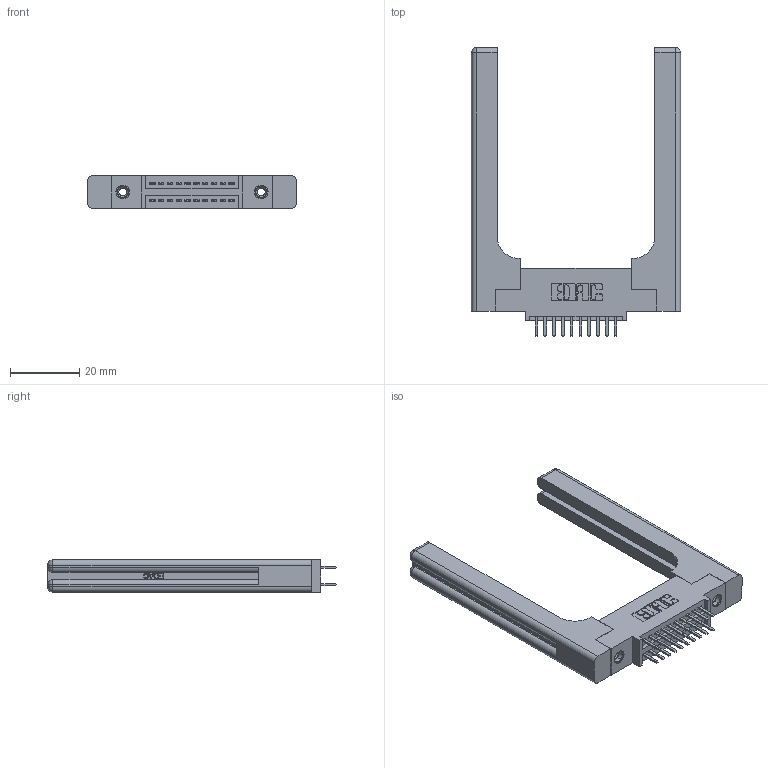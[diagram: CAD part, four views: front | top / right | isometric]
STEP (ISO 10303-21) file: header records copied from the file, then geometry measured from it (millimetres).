
FILE_DESCRIPTION (( 'STEP AP203' ), '1' );
FILE_NAME ('345-020-520-558.STEP', '2019-10-27T07:42:34', ( '' ), ( '' ), 'SwSTEP 2.0', 'SolidWorks 2016', '' );
FILE_SCHEMA (( 'CONFIG_CONTROL_DESIGN' ));
Length unit declared in the file: inch
Products named in the file (5): 345-250-001_345-250-001-102; 345-020-520-558; 345-292-001_345-293-120; 345-220-058_345-220-058; 345 Part_0.110 Offset - 0.156 Dia-TH
Assembly tree (25 placements, depth 2):
  345-020-520-558
    345 Part_0.110 Offset - 0.156 Dia-TH
    345-292-001_345-293-120  x20
    345-250-001_345-250-001-102  x2
    345-220-058_345-220-058  x2
Bounding box: 60.43 x 83.44 x 9.4 mm (x, y, z)
Volume: 13965.8 mm3; surface area: 12629.4 mm2
Topology: 25 solids, 25 shells, 1466 faces, 4159 edges, 2698 vertices
Faces by surface type: plane 932, cylinder 474, bspline 36, cone 12, sphere 8, torus 4
Entity records: 17582 total; most frequent: CARTESIAN_POINT 3985, ORIENTED_EDGE 2704, DIRECTION 2472, EDGE_CURVE 1352, LINE 1084, VECTOR 1084, VERTEX_POINT 890, AXIS2_PLACEMENT_3D 694
